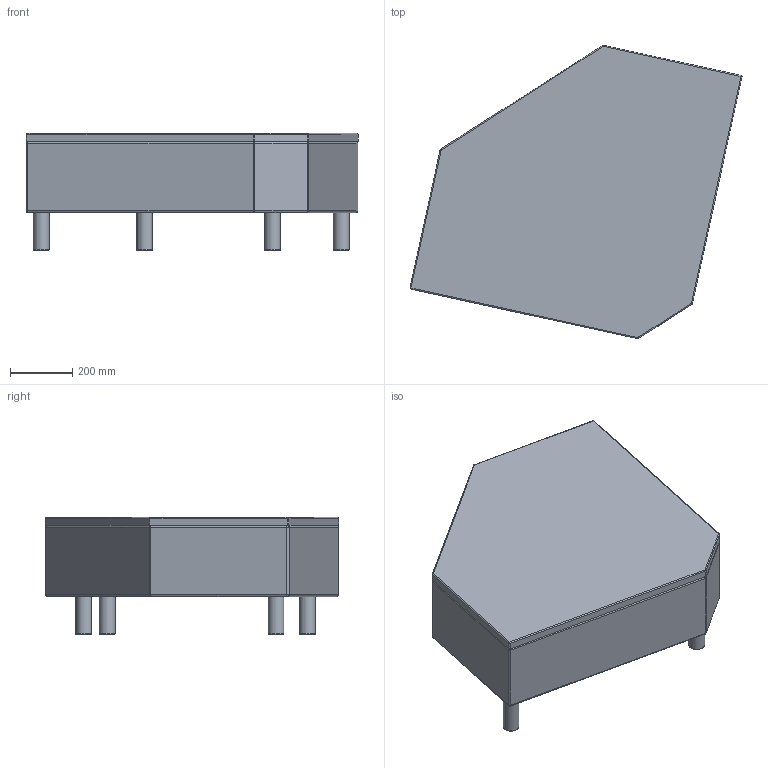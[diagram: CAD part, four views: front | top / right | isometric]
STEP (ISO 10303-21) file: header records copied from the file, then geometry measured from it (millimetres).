
FILE_DESCRIPTION(/* description */ (''),/* implementation_level */ '2;1');
FILE_NAME(/* name */ 'AST90.stp',/* time_stamp */ '2015-05-21T08:17:25-04:00',/* author */ ('jbosley'),/* organization */ (''),/* preprocessor_version */ 'ST-DEVELOPER v15.6',/* originating_system */ 'Autodesk Inventor 2015',/* authorisation */ '');
FILE_SCHEMA (('AUTOMOTIVE_DESIGN { 1 0 10303 214 3 1 1 }'));
Length unit declared in the file: inch
Products named in the file (4): AS90T UBASE; AS90BT TABLE; LEG RD2X5 PLT; AST90 20-20
Bounding box: 1064.86 x 940.75 x 375.92 mm (x, y, z)
Volume: 177339998.7 mm3; surface area: 3696559.2 mm2
Topology: 6 solids, 6 shells, 92 faces, 170 edges, 94 vertices
Faces by surface type: cylinder 42, plane 28, sphere 18, torus 4
Full cylindrical faces by diameter (mm): 7.938 x4, 19.05 x4, 50.8 x4
Entity records: 1868 total; most frequent: DIRECTION 362, CARTESIAN_POINT 287, ORIENTED_EDGE 266, AXIS2_PLACEMENT_3D 148, EDGE_CURVE 133, EDGE_LOOP 78, VERTEX_POINT 73, FACE_OUTER_BOUND 71
